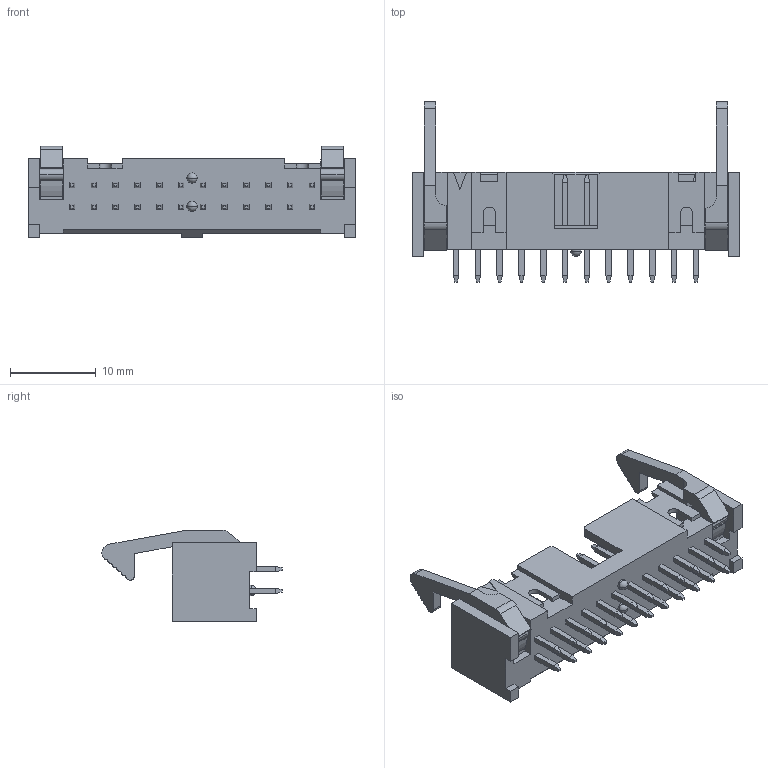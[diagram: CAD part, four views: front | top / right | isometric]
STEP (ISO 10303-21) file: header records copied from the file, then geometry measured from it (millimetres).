
FILE_DESCRIPTION( ('This file contains a STEP AP42 implementation' ,'as created by ZW3D STEP Interface translator.') ,'2;1' );
FILE_NAME( '3211-XXSXXBSX1.stp' ,'231129.17 454', (''), ('ZWCAD Software Co.'), 'Version 1.0', 'ZW3D to STEP translator', '' );
FILE_SCHEMA(('AUTOMOTIVE_DESIGN { 1 0 10303 214 1 1 1 1 }'));
Length unit declared in the file: millimetre
Products named in the file (2): 0; 3211-24SXXBSA1
Bounding box: 38.1 x 21 x 10.62 mm (x, y, z)
Volume: 1622 mm3; surface area: 2949.9 mm2
Topology: 1 solids, 1 shells, 715 faces, 1807 edges, 1128 vertices
Faces by surface type: plane 651, cylinder 60, sphere 4
Entity records: 21582 total; most frequent: CARTESIAN_POINT 3647, ORIENTED_EDGE 3606, DIRECTION 3359, EDGE_CURVE 1803, VECTOR 1679, LINE 1679, VERTEX_POINT 1128, AXIS2_PLACEMENT_3D 840
